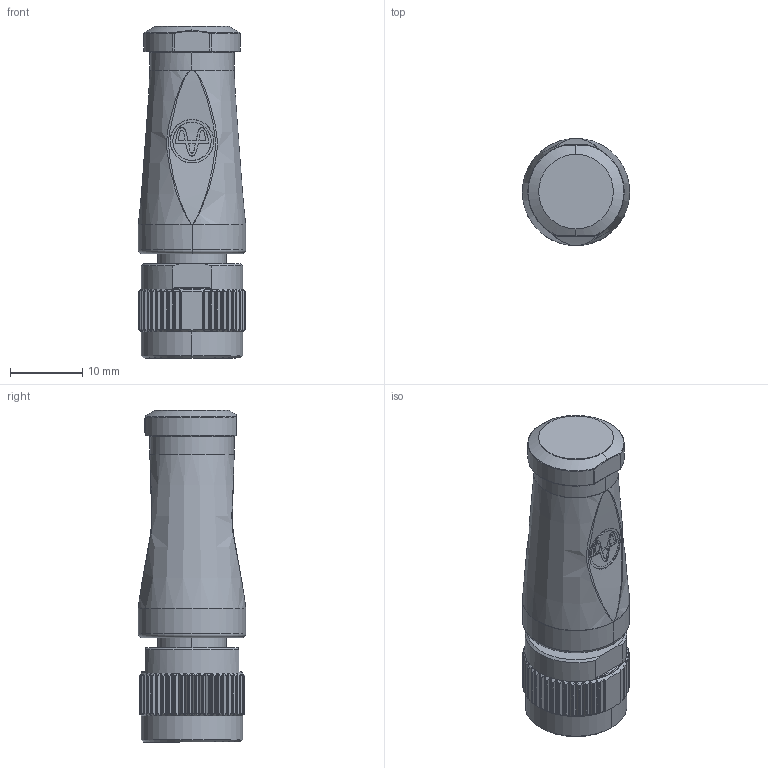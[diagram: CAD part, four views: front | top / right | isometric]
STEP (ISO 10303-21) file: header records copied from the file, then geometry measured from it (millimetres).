
FILE_DESCRIPTION (( 'STEP AP214' ), '1' );
FILE_NAME ('Customer-BB2096A0100-A5-Yamaichi.STEP', '2020-01-17T09:10:29', ( '' ), ( '' ), 'SwSTEP 2.0', 'SolidWorks 2018', '' );
FILE_SCHEMA (( 'AUTOMOTIVE_DESIGN' ));
Length unit declared in the file: millimetre
Products named in the file (2): Customer-BB2096A0100-A5-Yamaichi
Bounding box: 14.8 x 14.8 x 45.8 mm (x, y, z)
Volume: 5905.8 mm3; surface area: 3254.8 mm2
Topology: 1 solids, 1 shells, 1128 faces, 2598 edges, 1427 vertices
Faces by surface type: bspline 331, cylinder 281, sphere 179, torus 152, plane 143, cone 42
Entity records: 53866 total; most frequent: CARTESIAN_POINT 18889, ORIENTED_EDGE 4956, DIRECTION 4525, EDGE_CURVE 2478, AXIS2_PLACEMENT_3D 1994, VERTEX_POINT 1377, CIRCLE 1195, EDGE_LOOP 1153
